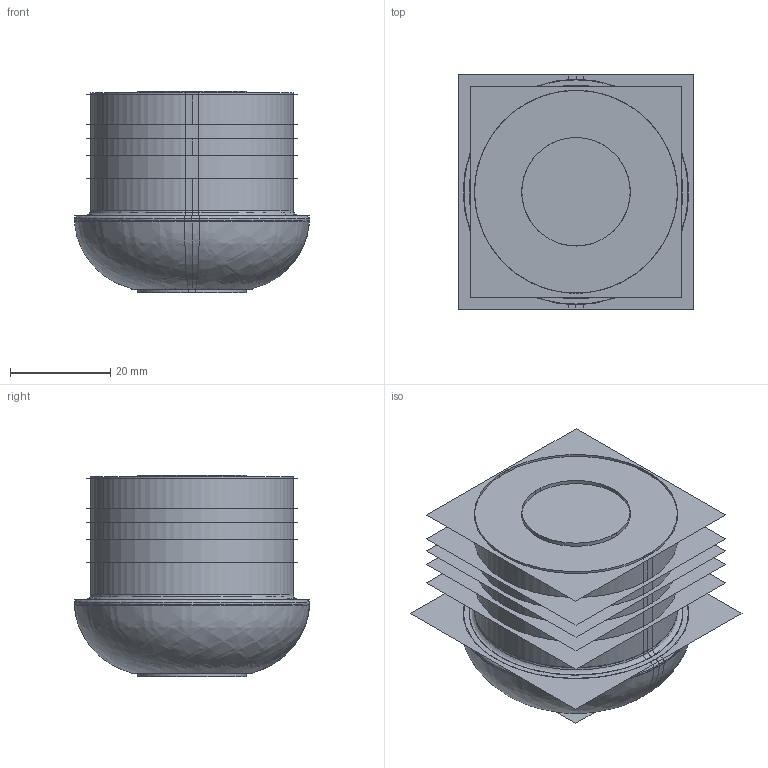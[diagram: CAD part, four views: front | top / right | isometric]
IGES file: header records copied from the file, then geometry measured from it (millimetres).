
Start section:  PTC IGES file: 190839.igs
Global section: file name: 190839.igs; native system: Creo Parametric by PTC Inc.; preprocessor: 2016260; author: PDMAdmin; organization: Unknown; date: 20170707.134308; units: millimetre
Bounding box: 46.92 x 46.92 x 40.19 mm (x, y, z)
Volume: 36145 mm3; surface area: 103314.4 mm2
Topology: 1 solids, 1 shells, 136 faces, 704 edges, 906 vertices
Faces by surface type: revolution 94, bspline 42
